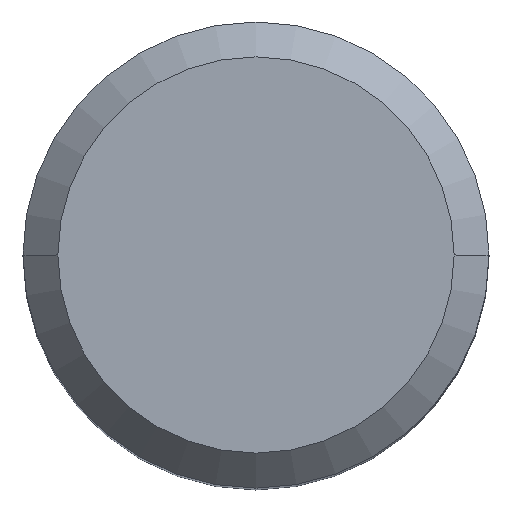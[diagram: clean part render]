
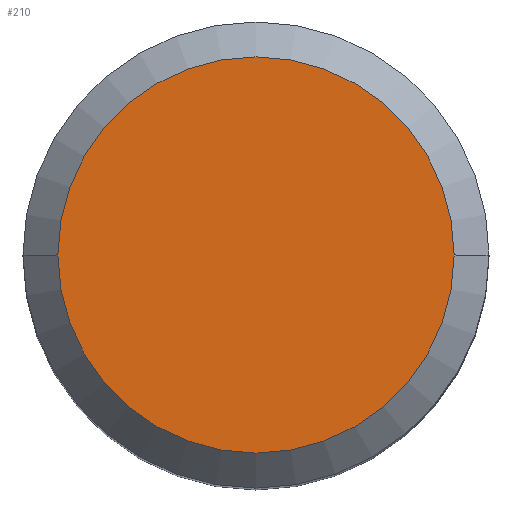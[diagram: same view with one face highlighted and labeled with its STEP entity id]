
A CAD part, top view. The second image highlights one B-rep face of the part: STEP entity #210.
In plain terms, the highlighted planar face has unit normal (0, 0, 1).
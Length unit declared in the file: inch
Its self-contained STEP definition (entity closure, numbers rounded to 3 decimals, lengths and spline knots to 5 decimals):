
#23 = EDGE_CURVE ( 'NONE', #255, #348, #290, .T. ) ;
#29 = CIRCLE ( 'NONE', #436, 0.33465 ) ;
#36 = AXIS2_PLACEMENT_3D ( 'NONE', #321, #74, #251 ) ;
#66 = DIRECTION ( 'NONE',  ( 0., 0., 1. ) ) ;
#74 = DIRECTION ( 'NONE',  ( 0., 0., -1. ) ) ;
#109 = PLANE ( 'NONE',  #36 ) ;
#158 = DIRECTION ( 'NONE',  ( 0., 0., 1. ) ) ;
#180 = CARTESIAN_POINT ( 'NONE',  ( 0., 0., 0. ) ) ;
#181 = CARTESIAN_POINT ( 'NONE',  ( 0., 0., 0. ) ) ;
#209 = DIRECTION ( 'NONE',  ( 1., 0., 0. ) ) ;
#210 = ADVANCED_FACE ( 'NONE', ( #326 ), #109, .F. ) ;
#251 = DIRECTION ( 'NONE',  ( -1., 0., 0. ) ) ;
#255 = VERTEX_POINT ( 'NONE', #447 ) ;
#272 = ORIENTED_EDGE ( 'NONE', *, *, #23, .T. ) ;
#290 = CIRCLE ( 'NONE', #324, 0.33465 ) ;
#310 = CARTESIAN_POINT ( 'NONE',  ( 0.33465, 0., 0. ) ) ;
#321 = CARTESIAN_POINT ( 'NONE',  ( 0., 0., 0. ) ) ;
#324 = AXIS2_PLACEMENT_3D ( 'NONE', #181, #158, #485 ) ;
#326 = FACE_OUTER_BOUND ( 'NONE', #431, .T. ) ;
#329 = ORIENTED_EDGE ( 'NONE', *, *, #390, .T. ) ;
#348 = VERTEX_POINT ( 'NONE', #310 ) ;
#390 = EDGE_CURVE ( 'NONE', #348, #255, #29, .T. ) ;
#431 = EDGE_LOOP ( 'NONE', ( #272, #329 ) ) ;
#436 = AXIS2_PLACEMENT_3D ( 'NONE', #180, #66, #209 ) ;
#447 = CARTESIAN_POINT ( 'NONE',  ( -0.33465, 0., 0. ) ) ;
#485 = DIRECTION ( 'NONE',  ( 1., 0., 0. ) ) ;
